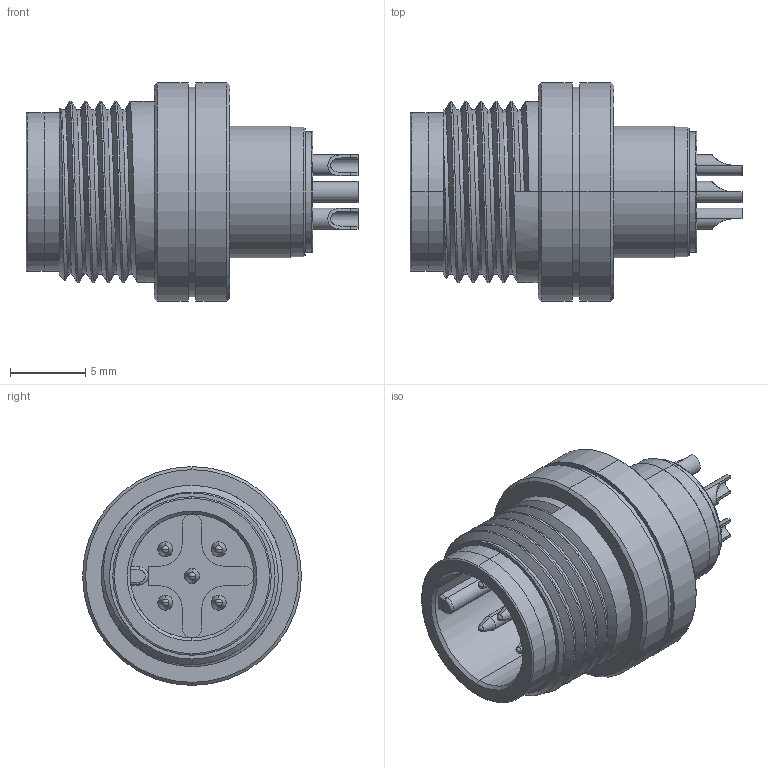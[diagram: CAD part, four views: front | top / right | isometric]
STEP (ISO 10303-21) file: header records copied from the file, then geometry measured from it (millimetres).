
FILE_DESCRIPTION (( 'STEP AP203' ), '1' );
FILE_NAME ('50-00988_revA.STEP', '2020-10-16T20:29:31', ( '' ), ( '' ), 'SwSTEP 2.0', 'SolidWorks 2015', '' );
FILE_SCHEMA (( 'CONFIG_CONTROL_DESIGN' ));
Length unit declared in the file: millimetre
Products named in the file (5): 50-00988-03___; 50-00988-04___; 50-00988_revA; 50-00988-02_For STEP file; 50-00988-01___
Assembly tree (8 placements, depth 2):
  50-00988_revA
    50-00988-01___
    50-00988-02_For STEP file
    50-00988-03___  x5
    50-00988-04___
Bounding box: 22 x 14.5 x 14.5 mm (x, y, z)
Volume: 1456.9 mm3; surface area: 3147.2 mm2
Topology: 8 solids, 8 shells, 299 faces, 659 edges, 401 vertices
Faces by surface type: cylinder 135, plane 73, cone 43, torus 35, sphere 10, bspline 3
Entity records: 6268 total; most frequent: CARTESIAN_POINT 1871, DIRECTION 864, ORIENTED_EDGE 738, EDGE_CURVE 369, AXIS2_PLACEMENT_3D 360, VERTEX_POINT 233, EDGE_LOOP 196, CIRCLE 189
